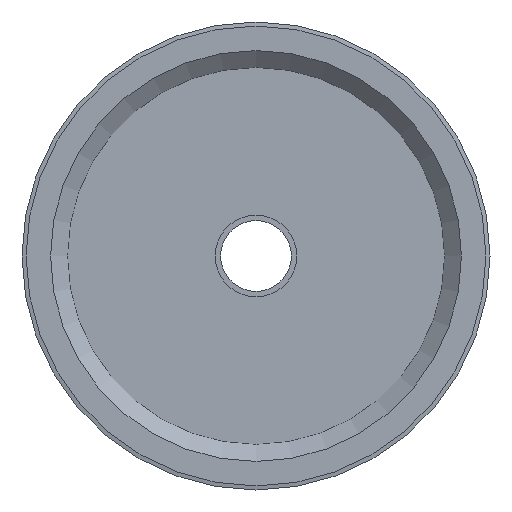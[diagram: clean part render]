
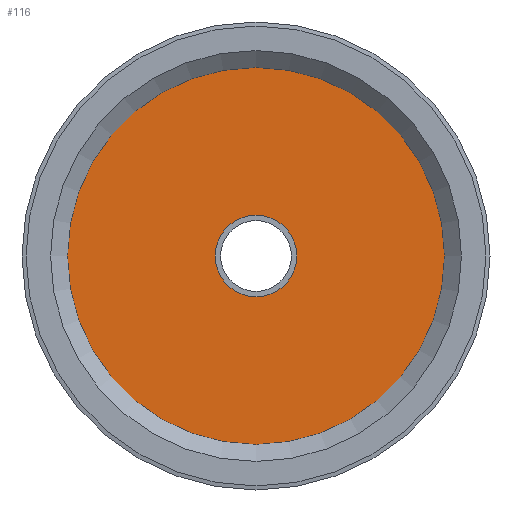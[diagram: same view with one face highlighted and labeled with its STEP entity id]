
A CAD part, left-side view. The second image highlights one B-rep face of the part: STEP entity #116.
In plain terms, the highlighted planar face has unit normal (-1, 0, 0).
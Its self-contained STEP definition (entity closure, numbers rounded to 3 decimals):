
#1 = DIRECTION ( 'NONE',  ( -1., 0., 0. ) ) ;
#13 = CIRCLE ( 'NONE', #51, 75. ) ;
#24 = DIRECTION ( 'NONE',  ( 1., 0., 0. ) ) ;
#37 = CARTESIAN_POINT ( 'NONE',  ( -6., 0., 0. ) ) ;
#50 = ORIENTED_EDGE ( 'NONE', *, *, #357, .T. ) ;
#51 = AXIS2_PLACEMENT_3D ( 'NONE', #413, #1, #144 ) ;
#90 = PLANE ( 'NONE',  #281 ) ;
#116 = ADVANCED_FACE ( 'NONE', ( #340, #297 ), #90, .F. ) ;
#119 = CARTESIAN_POINT ( 'NONE',  ( -6., 0., -75. ) ) ;
#130 = CARTESIAN_POINT ( 'NONE',  ( -6., 91., 0. ) ) ;
#144 = DIRECTION ( 'NONE',  ( 0., 0., -1. ) ) ;
#170 = DIRECTION ( 'NONE',  ( 0., 0., -1. ) ) ;
#194 = AXIS2_PLACEMENT_3D ( 'NONE', #37, #279, #419 ) ;
#234 = EDGE_LOOP ( 'NONE', ( #50 ) ) ;
#279 = DIRECTION ( 'NONE',  ( -1., 0., 0. ) ) ;
#281 = AXIS2_PLACEMENT_3D ( 'NONE', #130, #24, #170 ) ;
#284 = EDGE_CURVE ( 'NONE', #290, #290, #13, .T. ) ;
#290 = VERTEX_POINT ( 'NONE', #119 ) ;
#297 = FACE_OUTER_BOUND ( 'NONE', #234, .T. ) ;
#340 = FACE_BOUND ( 'NONE', #446, .T. ) ;
#357 = EDGE_CURVE ( 'NONE', #395, #395, #390, .T. ) ;
#365 = ORIENTED_EDGE ( 'NONE', *, *, #284, .F. ) ;
#390 = CIRCLE ( 'NONE', #194, 346.514 ) ;
#395 = VERTEX_POINT ( 'NONE', #429 ) ;
#413 = CARTESIAN_POINT ( 'NONE',  ( -6., 0., 0. ) ) ;
#419 = DIRECTION ( 'NONE',  ( 0., 0., 1. ) ) ;
#429 = CARTESIAN_POINT ( 'NONE',  ( -6., 0., 346.514 ) ) ;
#446 = EDGE_LOOP ( 'NONE', ( #365 ) ) ;
